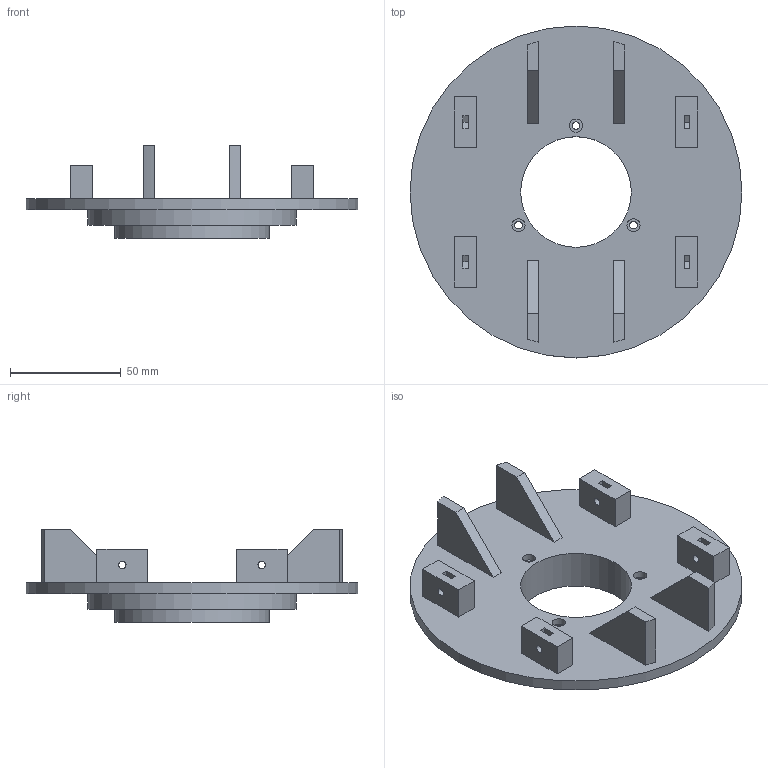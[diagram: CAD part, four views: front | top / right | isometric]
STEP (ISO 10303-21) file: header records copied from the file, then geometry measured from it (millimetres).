
FILE_DESCRIPTION(('FreeCAD Model'),'2;1');
FILE_NAME('Art1Top.step', '2017-01-10T08:59:46',('Author'),(''), 'Open CASCADE STEP processor 6.8','FreeCAD','Unknown');
FILE_SCHEMA(('AUTOMOTIVE_DESIGN_CC2 { 1 2 10303 214 -1 1 5 4 }'));
Length unit declared in the file: millimetre
Products named in the file (2): ASSEMBLY; Art1Top
Assembly tree (1 placements, depth 2):
  ASSEMBLY
    Art1Top
Bounding box: 150 x 150 x 42 mm (x, y, z)
Volume: 148676.4 mm3; surface area: 50734 mm2
Topology: 1 solids, 1 shells, 89 faces, 210 edges, 140 vertices
Faces by surface type: plane 67, cylinder 22
Full cylindrical faces by diameter (mm): 3.4 x11, 5.9 x3, 50 x1, 70 x1, 94 x1, 150 x1
Entity records: 5339 total; most frequent: CARTESIAN_POINT 977, DIRECTION 790, LINE 486, VECTOR 486, ORIENTED_EDGE 420, PCURVE 420, DEFINITIONAL_REPRESENTATION 420, EDGE_CURVE 210
